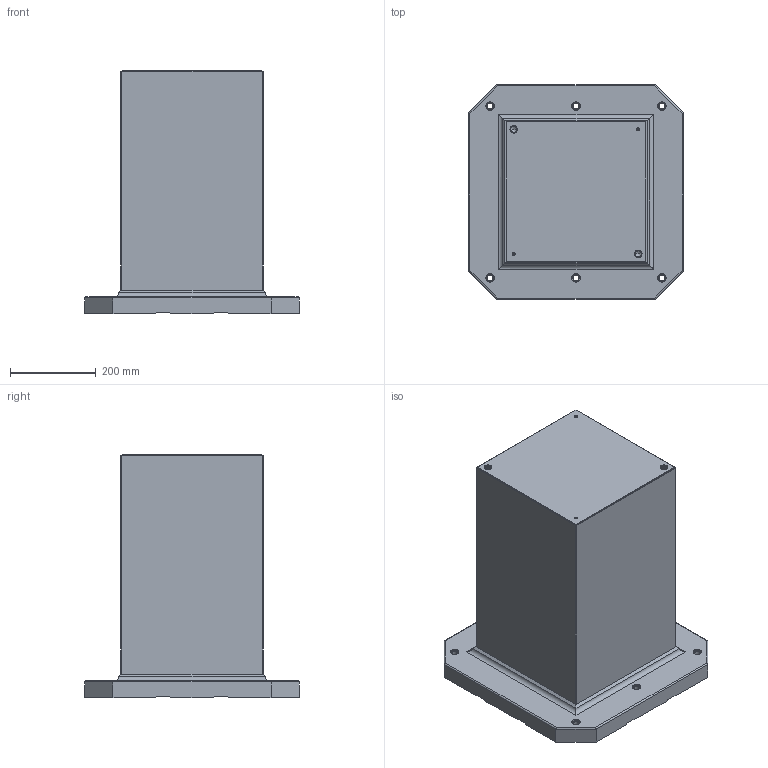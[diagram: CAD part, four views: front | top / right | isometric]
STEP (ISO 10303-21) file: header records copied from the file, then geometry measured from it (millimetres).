
FILE_DESCRIPTION(('STEP AP214'),'1');
FILE_NAME(' ',' ',('TraceParts'),('TraceParts S.A.'),'XStep 1.0',' ',' ');
FILE_SCHEMA(('automotive_design'));
Length unit declared in the file: millimetre
Products named in the file (1): 1
Bounding box: 500 x 500 x 567 mm (x, y, z)
Volume: 67267833.5 mm3; surface area: 1263377.2 mm2
Topology: 1 solids, 1 shells, 749 faces, 1784 edges, 1060 vertices
Faces by surface type: cone 252, torus 232, cylinder 180, plane 85
Entity records: 42094 total; most frequent: DIRECTION 4464, STYLED_ITEM 3594, PRESENTATION_STYLE_ASSIGNMENT 3594, CARTESIAN_POINT 3594, COLOUR_RGB 3594, ORIENTED_EDGE 3568, AXIS2_PLACEMENT_3D 1930, EDGE_CURVE 1784
